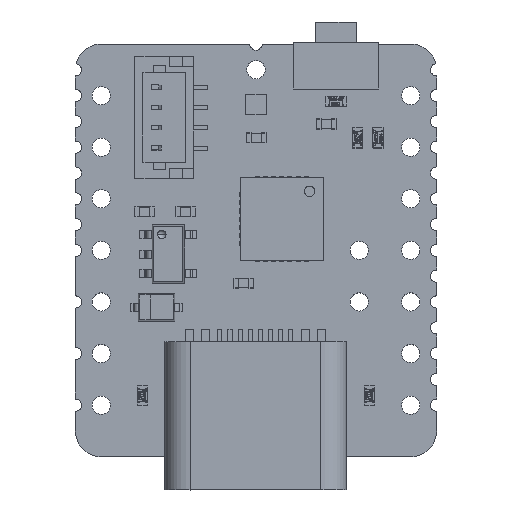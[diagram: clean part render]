
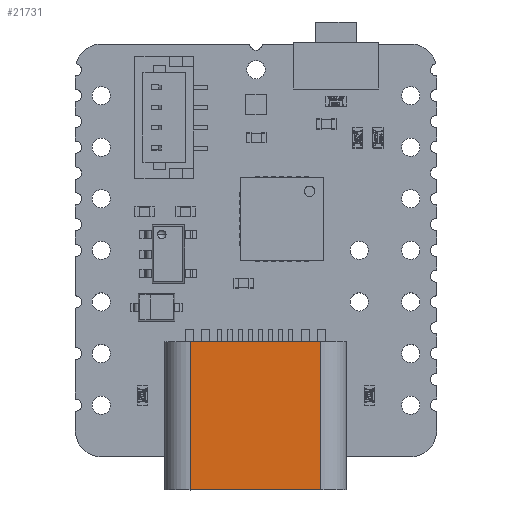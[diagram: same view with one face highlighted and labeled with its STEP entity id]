
A CAD part, top view. The second image highlights one B-rep face of the part: STEP entity #21731.
In plain terms, the highlighted face is planar.
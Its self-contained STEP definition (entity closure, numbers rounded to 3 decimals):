
#18973 = VERTEX_POINT('',#18974);
#18974 = CARTESIAN_POINT('',(1.255,3.21,-7.3));
#18981 = EDGE_CURVE('',#18973,#18982,#18984,.T.);
#18982 = VERTEX_POINT('',#18983);
#18983 = CARTESIAN_POINT('',(7.685,3.21,-7.3));
#18984 = LINE('',#18985,#18986);
#18985 = CARTESIAN_POINT('',(8.94,3.21,-7.3));
#18986 = VECTOR('',#18987,1.);
#18987 = DIRECTION('',(1.,0.,0.));
#21539 = VERTEX_POINT('',#21540);
#21540 = CARTESIAN_POINT('',(7.685,3.21,0.));
#21547 = EDGE_CURVE('',#21539,#21548,#21550,.T.);
#21548 = VERTEX_POINT('',#21549);
#21549 = CARTESIAN_POINT('',(1.255,3.21,0.));
#21550 = LINE('',#21551,#21552);
#21551 = CARTESIAN_POINT('',(8.94,3.21,0.));
#21552 = VECTOR('',#21553,1.);
#21553 = DIRECTION('',(-1.,0.,0.));
#21589 = EDGE_CURVE('',#18982,#21539,#21590,.T.);
#21590 = LINE('',#21591,#21592);
#21591 = CARTESIAN_POINT('',(7.685,3.21,0.));
#21592 = VECTOR('',#21593,1.);
#21593 = DIRECTION('',(0.,0.,1.));
#21608 = EDGE_CURVE('',#21548,#18973,#21609,.T.);
#21609 = LINE('',#21610,#21611);
#21610 = CARTESIAN_POINT('',(1.255,3.21,0.));
#21611 = VECTOR('',#21612,1.);
#21612 = DIRECTION('',(0.,0.,-1.));
#21731 = ADVANCED_FACE('',(#21732),#21738,.T.);
#21732 = FACE_BOUND('',#21733,.T.);
#21733 = EDGE_LOOP('',(#21734,#21735,#21736,#21737));
#21734 = ORIENTED_EDGE('',*,*,#21589,.F.);
#21735 = ORIENTED_EDGE('',*,*,#18981,.F.);
#21736 = ORIENTED_EDGE('',*,*,#21608,.F.);
#21737 = ORIENTED_EDGE('',*,*,#21547,.F.);
#21738 = PLANE('',#21739);
#21739 = AXIS2_PLACEMENT_3D('',#21740,#21741,#21742);
#21740 = CARTESIAN_POINT('',(0.,3.21,0.));
#21741 = DIRECTION('',(0.,1.,0.));
#21742 = DIRECTION('',(1.,0.,0.));
